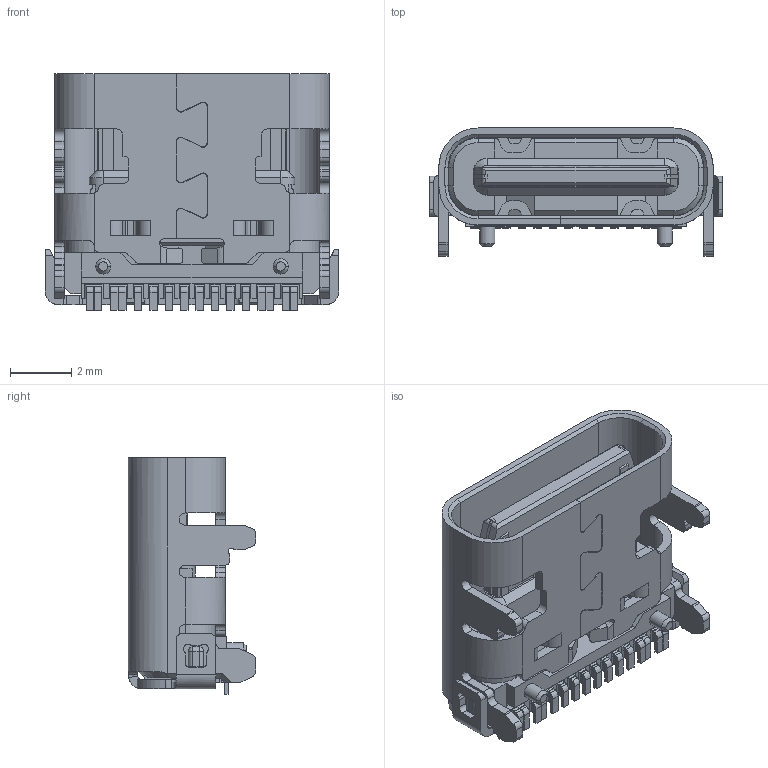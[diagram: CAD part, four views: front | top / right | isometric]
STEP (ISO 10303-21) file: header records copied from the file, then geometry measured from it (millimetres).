
FILE_DESCRIPTION (( 'STEP AP214' ), '1' );
FILE_NAME ('629722000214.STEP', '2023-04-07T16:53:14', ( '' ), ( '' ), 'SwSTEP 2.0', 'SolidWorks 2021', '' );
FILE_SCHEMA (( 'AUTOMOTIVE_DESIGN' ));
Length unit declared in the file: millimetre
Products named in the file (20): 629722000214(2)^629722000214; 629722000214_Pin4_Top^629722000214(2)_629722000214; 629722000214_Pin1_Bottom^629722000214(2)_629722000214; 629722000214_Pin1_Top^629722000214(2)_629722000214; 629722000214; 629722000214_Pin2_Bottom^629722000214(2)_629722000214; 629722000214_Pin3_Top^629722000214(2)_629722000214; 629722000214_Shielding^629722000214(2)_629722000214; 629722000214_Pin3_Bottom^629722000214(2)_629722000214; 629722000214_Pin3_Top_mir^629722000214(2)_629722000214; 629722000214_Housing^629722000214(2)_629722000214; 629722000214_Pin2_Top_mir^629722000214(2)_629722000214; 629722000214_Pin3_Bottom_mir^629722000214(2)_629722000214; 629722000214_Pin4_Bottom^629722000214(2)_629722000214; 629722000214_Pin4_Bottom_mir^629722000214(2)_629722000214; 629722000214_Pin1_Bottom_mir^629722000214(2)_629722000214; 629722000214_Pin2_Bottom_mir^629722000214(2)_629722000214; 629722000214_Pin2_Top^629722000214(2)_629722000214; 629722000214_Pin1_Top_mir^629722000214(2)_629722000214; 629722000214_Shielding2^629722000214(2)_629722000214
Assembly tree (20 placements, depth 3):
  629722000214
    629722000214(2)^629722000214
      629722000214_Housing^629722000214(2)_629722000214
      629722000214_Pin1_Top^629722000214(2)_629722000214
      629722000214_Pin4_Bottom^629722000214(2)_629722000214
      629722000214_Pin4_Top^629722000214(2)_629722000214  x2
      629722000214_Pin1_Bottom^629722000214(2)_629722000214
      629722000214_Pin3_Bottom^629722000214(2)_629722000214
      629722000214_Pin3_Top^629722000214(2)_629722000214
      629722000214_Pin2_Top^629722000214(2)_629722000214
      629722000214_Pin2_Bottom^629722000214(2)_629722000214
      629722000214_Pin1_Top_mir^629722000214(2)_629722000214
      629722000214_Pin1_Bottom_mir^629722000214(2)_629722000214
      629722000214_Pin2_Top_mir^629722000214(2)_629722000214
      629722000214_Pin2_Bottom_mir^629722000214(2)_629722000214
      629722000214_Pin3_Top_mir^629722000214(2)_629722000214
      629722000214_Pin3_Bottom_mir^629722000214(2)_629722000214
      629722000214_Pin4_Bottom_mir^629722000214(2)_629722000214
      629722000214_Shielding2^629722000214(2)_629722000214
      629722000214_Shielding^629722000214(2)_629722000214
Bounding box: 9.58 x 4.16 x 7.71 mm (x, y, z)
Volume: 120.5 mm3; surface area: 709.6 mm2
Topology: 19 solids, 19 shells, 1042 faces, 2907 edges, 1892 vertices
Faces by surface type: plane 718, cylinder 290, cone 18, bspline 12, sphere 4
Entity records: 33507 total; most frequent: CARTESIAN_POINT 6053, ORIENTED_EDGE 5698, DIRECTION 5443, EDGE_CURVE 2849, VECTOR 2207, LINE 2207, VERTEX_POINT 1856, AXIS2_PLACEMENT_3D 1618
